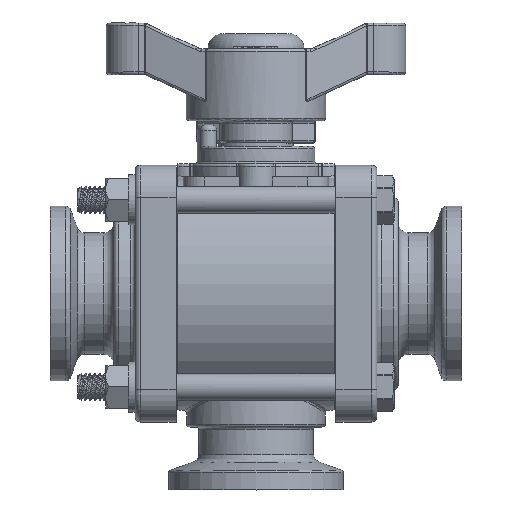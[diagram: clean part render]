
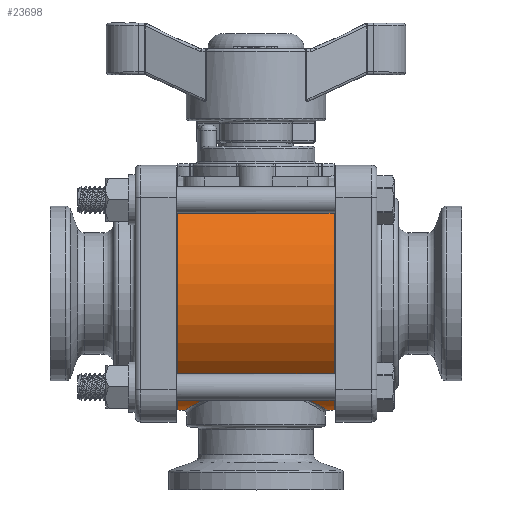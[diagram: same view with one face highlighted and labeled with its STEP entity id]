
A CAD part, top view. The second image highlights one B-rep face of the part: STEP entity #23698.
In plain terms, the highlighted cylindrical face has radius 34.671 mm (diameter 69.342 mm), a partial arc.
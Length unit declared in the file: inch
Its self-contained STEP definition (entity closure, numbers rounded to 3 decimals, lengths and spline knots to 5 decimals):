
#757=B_SPLINE_CURVE_WITH_KNOTS('',3,(#36317,#36318,#36319,#36320,#36321,
#36322,#36323,#36324,#36325,#36326,#36327,#36328,#36329,#36330,#36331,#36332,
#36333,#36334,#36335,#36336,#36337,#36338,#36339),.UNSPECIFIED.,.T.,.F.,
(4,1,1,1,1,1,1,1,1,1,1,1,1,1,1,1,1,1,1,1,4),(-15.97712,-15.06414,
-14.15117,-13.84684,-12.93386,-12.62953,
-12.32521,-11.1079,-10.49925,-9.8906,
-9.28195,-8.67329,-8.06464,-6.84734,
-6.39085,-5.93436,-5.02138,-4.79314,
-4.56489,-4.1084,-3.19542),.UNSPECIFIED.);
#758=B_SPLINE_CURVE_WITH_KNOTS('',3,(#36346,#36347,#36348,#36349,#36350,
#36351,#36352),.UNSPECIFIED.,.F.,.F.,(4,3,4),(-0.16822,0.,0.16822),
 .UNSPECIFIED.);
#759=B_SPLINE_CURVE_WITH_KNOTS('',3,(#36356,#36357,#36358,#36359,#36360,
#36361),.UNSPECIFIED.,.F.,.F.,(4,2,4),(1.63398,1.8022,
1.97042),.UNSPECIFIED.);
#1343=FACE_BOUND('',#3629,.T.);
#2180=FACE_OUTER_BOUND('',#3628,.T.);
#3628=EDGE_LOOP('',(#16557,#16558,#16559,#16560,#16561,#16562,#16563,#16564));
#3629=EDGE_LOOP('',(#16565));
#5171=LINE('',#36342,#7126);
#5172=LINE('',#36344,#7127);
#5173=LINE('',#36353,#7128);
#5174=LINE('',#36355,#7129);
#7126=VECTOR('',#28470,0.3937);
#7127=VECTOR('',#28471,0.3937);
#7128=VECTOR('',#28472,0.3937);
#7129=VECTOR('',#28473,0.3937);
#9026=CIRCLE('',#25543,1.365);
#9088=CIRCLE('',#25631,1.365);
#10120=VERTEX_POINT('',#35541);
#10121=VERTEX_POINT('',#35543);
#10181=VERTEX_POINT('',#35916);
#10182=VERTEX_POINT('',#35918);
#10220=VERTEX_POINT('',#36315);
#10221=VERTEX_POINT('',#36341);
#10222=VERTEX_POINT('',#36343);
#10223=VERTEX_POINT('',#36345);
#10224=VERTEX_POINT('',#36354);
#12479=EDGE_CURVE('',#10121,#10120,#9026,.T.);
#12575=EDGE_CURVE('',#10181,#10182,#9088,.T.);
#12656=EDGE_CURVE('',#10220,#10220,#757,.T.);
#12657=EDGE_CURVE('',#10221,#10121,#5171,.T.);
#12658=EDGE_CURVE('',#10120,#10222,#5172,.T.);
#12659=EDGE_CURVE('',#10222,#10223,#758,.T.);
#12660=EDGE_CURVE('',#10223,#10182,#5173,.T.);
#12661=EDGE_CURVE('',#10181,#10224,#5174,.T.);
#12662=EDGE_CURVE('',#10224,#10221,#759,.T.);
#16557=ORIENTED_EDGE('',*,*,#12657,.T.);
#16558=ORIENTED_EDGE('',*,*,#12479,.T.);
#16559=ORIENTED_EDGE('',*,*,#12658,.T.);
#16560=ORIENTED_EDGE('',*,*,#12659,.T.);
#16561=ORIENTED_EDGE('',*,*,#12660,.T.);
#16562=ORIENTED_EDGE('',*,*,#12575,.F.);
#16563=ORIENTED_EDGE('',*,*,#12661,.T.);
#16564=ORIENTED_EDGE('',*,*,#12662,.T.);
#16565=ORIENTED_EDGE('',*,*,#12656,.F.);
#23231=CYLINDRICAL_SURFACE('',#25719,1.365);
#23698=ADVANCED_FACE('',(#2180,#1343),#23231,.T.);
#25543=AXIS2_PLACEMENT_3D('',#35544,#28072,#28073);
#25631=AXIS2_PLACEMENT_3D('',#35919,#28274,#28275);
#25719=AXIS2_PLACEMENT_3D('',#36340,#28468,#28469);
#28072=DIRECTION('center_axis',(1.,0.,0.));
#28073=DIRECTION('ref_axis',(0.,1.,0.));
#28274=DIRECTION('center_axis',(1.,0.,0.));
#28275=DIRECTION('ref_axis',(0.,1.,0.));
#28468=DIRECTION('center_axis',(1.,0.,0.));
#28469=DIRECTION('ref_axis',(0.,-1.,0.));
#28470=DIRECTION('',(-1.,0.,0.));
#28471=DIRECTION('',(1.,0.,0.));
#28472=DIRECTION('',(1.,0.,0.));
#28473=DIRECTION('',(-1.,0.,0.));
#35541=CARTESIAN_POINT('',(-0.915,0.95064,-0.97955));
#35543=CARTESIAN_POINT('',(-0.915,0.95064,0.97955));
#35544=CARTESIAN_POINT('Origin',(-0.915,0.,0.));
#35916=CARTESIAN_POINT('',(0.915,0.95064,0.97955));
#35918=CARTESIAN_POINT('',(0.915,0.95064,-0.97955));
#35919=CARTESIAN_POINT('Origin',(0.915,0.,0.));
#36315=CARTESIAN_POINT('',(0.84,-1.365,0.));
#36317=CARTESIAN_POINT('Ctrl Pts',(0.84,-1.365,0.));
#36318=CARTESIAN_POINT('Ctrl Pts',(0.84,-1.365,0.12634));
#36319=CARTESIAN_POINT('Ctrl Pts',(0.7784,-1.32757,0.3774));
#36320=CARTESIAN_POINT('Ctrl Pts',(0.59341,-1.23061,0.5989));
#36321=CARTESIAN_POINT('Ctrl Pts',(0.35772,-1.13866,
0.75796));
#36322=CARTESIAN_POINT('Ctrl Pts',(0.15179,-1.08893,
0.82275));
#36323=CARTESIAN_POINT('Ctrl Pts',(-0.06486,-1.0892,
0.82279));
#36324=CARTESIAN_POINT('Ctrl Pts',(-0.32004,-1.11851,
0.78364));
#36325=CARTESIAN_POINT('Ctrl Pts',(-0.57553,-1.22103,
0.63545));
#36326=CARTESIAN_POINT('Ctrl Pts',(-0.76459,-1.3209,
0.36887));
#36327=CARTESIAN_POINT('Ctrl Pts',(-0.84327,-1.3669,
0.12837));
#36328=CARTESIAN_POINT('Ctrl Pts',(-0.84327,-1.3669,
-0.12836));
#36329=CARTESIAN_POINT('Ctrl Pts',(-0.76455,-1.32086,
-0.3689));
#36330=CARTESIAN_POINT('Ctrl Pts',(-0.57564,-1.22114,
-0.63534));
#36331=CARTESIAN_POINT('Ctrl Pts',(-0.3018,-1.1111,
-0.79432));
#36332=CARTESIAN_POINT('Ctrl Pts',(0.00012,-1.08395,
-0.82949));
#36333=CARTESIAN_POINT('Ctrl Pts',(0.2582,-1.107,
-0.79957));
#36334=CARTESIAN_POINT('Ctrl Pts',(0.4571,-1.17424,
-0.70316));
#36335=CARTESIAN_POINT('Ctrl Pts',(0.59397,-1.23467,
-0.58352));
#36336=CARTESIAN_POINT('Ctrl Pts',(0.67612,-1.27409,
-0.49408));
#36337=CARTESIAN_POINT('Ctrl Pts',(0.79393,-1.33705,
-0.31466));
#36338=CARTESIAN_POINT('Ctrl Pts',(0.84,-1.365,-0.12634));
#36339=CARTESIAN_POINT('Ctrl Pts',(0.84,-1.365,0.));
#36340=CARTESIAN_POINT('Origin',(0.,0.,0.));
#36341=CARTESIAN_POINT('',(-0.06542,0.95064,0.97955));
#36342=CARTESIAN_POINT('',(0.,0.95064,0.97955));
#36343=CARTESIAN_POINT('',(-0.06542,0.95064,-0.97955));
#36344=CARTESIAN_POINT('',(0.,0.95064,-0.97955));
#36345=CARTESIAN_POINT('',(0.06542,0.95064,-0.97955));
#36346=CARTESIAN_POINT('Ctrl Pts',(-0.06542,0.95064,
-0.97955));
#36347=CARTESIAN_POINT('Ctrl Pts',(-0.0446,0.9436,
-0.98638));
#36348=CARTESIAN_POINT('Ctrl Pts',(-0.02208,0.93975,
-0.99));
#36349=CARTESIAN_POINT('Ctrl Pts',(0.,0.93975,-0.99));
#36350=CARTESIAN_POINT('Ctrl Pts',(0.02208,0.93975,
-0.99));
#36351=CARTESIAN_POINT('Ctrl Pts',(0.0446,0.9436,
-0.98638));
#36352=CARTESIAN_POINT('Ctrl Pts',(0.06542,0.95064,
-0.97955));
#36353=CARTESIAN_POINT('',(0.,0.95064,-0.97955));
#36354=CARTESIAN_POINT('',(0.06542,0.95064,0.97955));
#36355=CARTESIAN_POINT('',(0.,0.95064,0.97955));
#36356=CARTESIAN_POINT('Ctrl Pts',(0.06542,0.95064,
0.97955));
#36357=CARTESIAN_POINT('Ctrl Pts',(0.0446,0.9436,
0.98638));
#36358=CARTESIAN_POINT('Ctrl Pts',(0.02208,0.93975,
0.99));
#36359=CARTESIAN_POINT('Ctrl Pts',(-0.02208,0.93975,
0.99));
#36360=CARTESIAN_POINT('Ctrl Pts',(-0.0446,0.9436,
0.98638));
#36361=CARTESIAN_POINT('Ctrl Pts',(-0.06542,0.95064,
0.97955));
